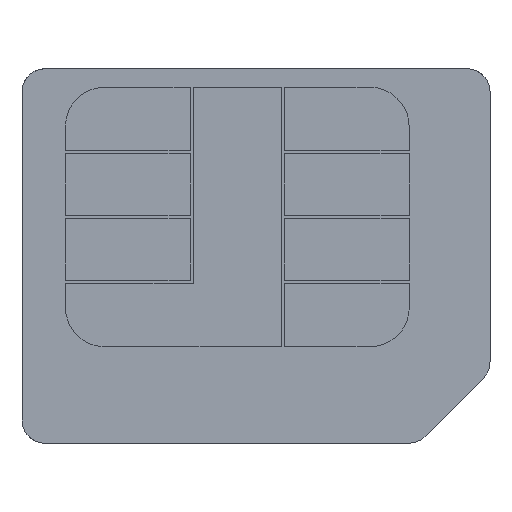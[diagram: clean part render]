
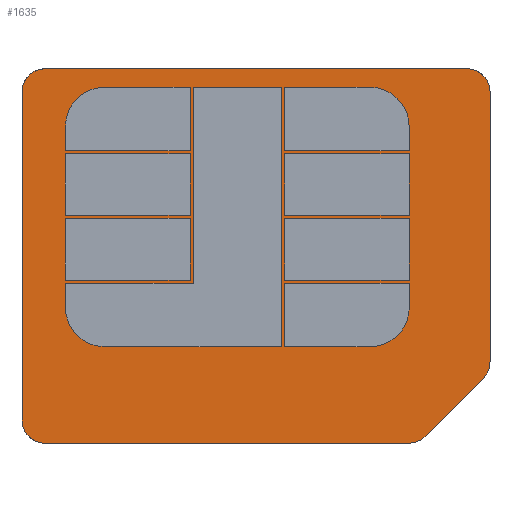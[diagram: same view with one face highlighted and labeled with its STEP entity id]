
A CAD part, top view. The second image highlights one B-rep face of the part: STEP entity #1635.
In plain terms, the highlighted free-form (B-spline) face has degree [1, 1] with [2, 2] control points.
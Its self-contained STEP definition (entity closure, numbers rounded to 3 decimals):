
#1331 = VERTEX_POINT('',#1332);
#1332 = CARTESIAN_POINT('',(23.728,5.599,
    1.095));
#1337 = EDGE_CURVE('',#1338,#1331,#1340,.T.);
#1338 = VERTEX_POINT('',#1339);
#1339 = CARTESIAN_POINT('',(21.048,2.919,1.095
    ));
#1340 = B_SPLINE_CURVE_WITH_KNOTS('',1,(#1341,#1342),.UNSPECIFIED.,.F.,
  .F.,(2,2),(-1.188,1.443),.PIECEWISE_BEZIER_KNOTS.);
#1341 = CARTESIAN_POINT('',(21.048,2.919,1.095
    ));
#1342 = CARTESIAN_POINT('',(23.728,5.599,
    1.095));
#1366 = EDGE_CURVE('',#1367,#1338,#1369,.T.);
#1367 = VERTEX_POINT('',#1368);
#1368 = CARTESIAN_POINT('',(20.295,2.607,
    1.095));
#1369 = ( BOUNDED_CURVE() B_SPLINE_CURVE(2,(#1370,#1371,#1372),
.UNSPECIFIED.,.F.,.F.) B_SPLINE_CURVE_WITH_KNOTS((3,3),(0.,
0.785),.PIECEWISE_BEZIER_KNOTS.) CURVE() 
GEOMETRIC_REPRESENTATION_ITEM() RATIONAL_B_SPLINE_CURVE((1.,
0.924,1.)) REPRESENTATION_ITEM('') );
#1370 = CARTESIAN_POINT('',(20.295,2.607,
    1.095));
#1371 = CARTESIAN_POINT('',(20.736,2.607,
    1.095));
#1372 = CARTESIAN_POINT('',(21.048,2.919,1.095
    ));
#1397 = EDGE_CURVE('',#1398,#1367,#1400,.T.);
#1398 = VERTEX_POINT('',#1399);
#1399 = CARTESIAN_POINT('',(3.529,2.607,1.095
    ));
#1400 = B_SPLINE_CURVE_WITH_KNOTS('',1,(#1401,#1402),.UNSPECIFIED.,.F.,
  .F.,(2,2),(-5.025,6.614),.PIECEWISE_BEZIER_KNOTS.);
#1401 = CARTESIAN_POINT('',(3.529,2.607,1.095
    ));
#1402 = CARTESIAN_POINT('',(20.295,2.607,
    1.095));
#1426 = EDGE_CURVE('',#1427,#1398,#1429,.T.);
#1427 = VERTEX_POINT('',#1428);
#1428 = CARTESIAN_POINT('',(2.463,3.673,1.095
    ));
#1429 = ( BOUNDED_CURVE() B_SPLINE_CURVE(2,(#1430,#1431,#1432),
.UNSPECIFIED.,.F.,.F.) B_SPLINE_CURVE_WITH_KNOTS((3,3),(0.,
1.571),.PIECEWISE_BEZIER_KNOTS.) CURVE() 
GEOMETRIC_REPRESENTATION_ITEM() RATIONAL_B_SPLINE_CURVE((1.,
0.707,1.)) REPRESENTATION_ITEM('') );
#1430 = CARTESIAN_POINT('',(2.463,3.673,1.095
    ));
#1431 = CARTESIAN_POINT('',(2.463,2.607,1.095
    ));
#1432 = CARTESIAN_POINT('',(3.529,2.607,1.095
    ));
#1457 = EDGE_CURVE('',#1458,#1427,#1460,.T.);
#1458 = VERTEX_POINT('',#1459);
#1459 = CARTESIAN_POINT('',(2.463,18.798,
    1.095));
#1460 = B_SPLINE_CURVE_WITH_KNOTS('',1,(#1461,#1462),.UNSPECIFIED.,.F.,
  .F.,(2,2),(-2.775,7.725),.PIECEWISE_BEZIER_KNOTS.);
#1461 = CARTESIAN_POINT('',(2.463,18.798,
    1.095));
#1462 = CARTESIAN_POINT('',(2.463,3.673,1.095
    ));
#1486 = EDGE_CURVE('',#1487,#1458,#1489,.T.);
#1487 = VERTEX_POINT('',#1488);
#1488 = CARTESIAN_POINT('',(3.529,19.863,
    1.095));
#1489 = ( BOUNDED_CURVE() B_SPLINE_CURVE(2,(#1490,#1491,#1492),
.UNSPECIFIED.,.F.,.F.) B_SPLINE_CURVE_WITH_KNOTS((3,3),(0.,
1.571),.PIECEWISE_BEZIER_KNOTS.) CURVE() 
GEOMETRIC_REPRESENTATION_ITEM() RATIONAL_B_SPLINE_CURVE((1.,
0.707,1.)) REPRESENTATION_ITEM('') );
#1490 = CARTESIAN_POINT('',(3.529,19.863,
    1.095));
#1491 = CARTESIAN_POINT('',(2.463,19.863,
    1.095));
#1492 = CARTESIAN_POINT('',(2.463,18.798,
    1.095));
#1517 = EDGE_CURVE('',#1518,#1487,#1520,.T.);
#1518 = VERTEX_POINT('',#1519);
#1519 = CARTESIAN_POINT('',(22.975,19.863,
    1.095));
#1520 = B_SPLINE_CURVE_WITH_KNOTS('',1,(#1521,#1522),.UNSPECIFIED.,.F.,
  .F.,(2,2),(-1.725,11.775),.PIECEWISE_BEZIER_KNOTS.);
#1521 = CARTESIAN_POINT('',(22.975,19.863,
    1.095));
#1522 = CARTESIAN_POINT('',(3.529,19.863,
    1.095));
#1546 = EDGE_CURVE('',#1547,#1518,#1549,.T.);
#1547 = VERTEX_POINT('',#1548);
#1548 = CARTESIAN_POINT('',(24.041,18.798,
    1.095));
#1549 = ( BOUNDED_CURVE() B_SPLINE_CURVE(2,(#1550,#1551,#1552),
.UNSPECIFIED.,.F.,.F.) B_SPLINE_CURVE_WITH_KNOTS((3,3),(0.,
1.571),.PIECEWISE_BEZIER_KNOTS.) CURVE() 
GEOMETRIC_REPRESENTATION_ITEM() RATIONAL_B_SPLINE_CURVE((1.,
0.707,1.)) REPRESENTATION_ITEM('') );
#1550 = CARTESIAN_POINT('',(24.041,18.798,
    1.095));
#1551 = CARTESIAN_POINT('',(24.041,19.863,
    1.095));
#1552 = CARTESIAN_POINT('',(22.975,19.863,
    1.095));
#1577 = EDGE_CURVE('',#1578,#1547,#1580,.T.);
#1578 = VERTEX_POINT('',#1579);
#1579 = CARTESIAN_POINT('',(24.041,6.353,
    1.095));
#1580 = B_SPLINE_CURVE_WITH_KNOTS('',1,(#1581,#1582),.UNSPECIFIED.,.F.,
  .F.,(2,2),(-1.545,7.095),.PIECEWISE_BEZIER_KNOTS.);
#1581 = CARTESIAN_POINT('',(24.041,6.353,
    1.095));
#1582 = CARTESIAN_POINT('',(24.041,18.798,
    1.095));
#1604 = EDGE_CURVE('',#1331,#1578,#1605,.T.);
#1605 = ( BOUNDED_CURVE() B_SPLINE_CURVE(2,(#1606,#1607,#1608),
.UNSPECIFIED.,.F.,.F.) B_SPLINE_CURVE_WITH_KNOTS((3,3),(0.,
0.785),.PIECEWISE_BEZIER_KNOTS.) CURVE() 
GEOMETRIC_REPRESENTATION_ITEM() RATIONAL_B_SPLINE_CURVE((1.,
0.924,1.)) REPRESENTATION_ITEM('') );
#1606 = CARTESIAN_POINT('',(23.728,5.599,
    1.095));
#1607 = CARTESIAN_POINT('',(24.041,5.912,
    1.095));
#1608 = CARTESIAN_POINT('',(24.041,6.353,
    1.095));
#1635 = ADVANCED_FACE('',(#1636),#1648,.T.);
#1636 = FACE_BOUND('',#1637,.T.);
#1637 = EDGE_LOOP('',(#1638,#1639,#1640,#1641,#1642,#1643,#1644,#1645,
    #1646,#1647));
#1638 = ORIENTED_EDGE('',*,*,#1486,.T.);
#1639 = ORIENTED_EDGE('',*,*,#1457,.T.);
#1640 = ORIENTED_EDGE('',*,*,#1426,.T.);
#1641 = ORIENTED_EDGE('',*,*,#1397,.T.);
#1642 = ORIENTED_EDGE('',*,*,#1366,.T.);
#1643 = ORIENTED_EDGE('',*,*,#1337,.T.);
#1644 = ORIENTED_EDGE('',*,*,#1604,.T.);
#1645 = ORIENTED_EDGE('',*,*,#1577,.T.);
#1646 = ORIENTED_EDGE('',*,*,#1546,.T.);
#1647 = ORIENTED_EDGE('',*,*,#1517,.T.);
#1648 = B_SPLINE_SURFACE_WITH_KNOTS('',1,1,(
    (#1649,#1650)
    ,(#1651,#1652
    )),.UNSPECIFIED.,.F.,.F.,.F.,(2,2),(2,2),(-10.79,
    4.19),(-5.69,6.29),
  .PIECEWISE_BEZIER_KNOTS.);
#1649 = CARTESIAN_POINT('',(2.463,2.607,1.095
    ));
#1650 = CARTESIAN_POINT('',(2.463,19.863,
    1.095));
#1651 = CARTESIAN_POINT('',(24.041,2.607,
    1.095));
#1652 = CARTESIAN_POINT('',(24.041,19.863,
    1.095));
